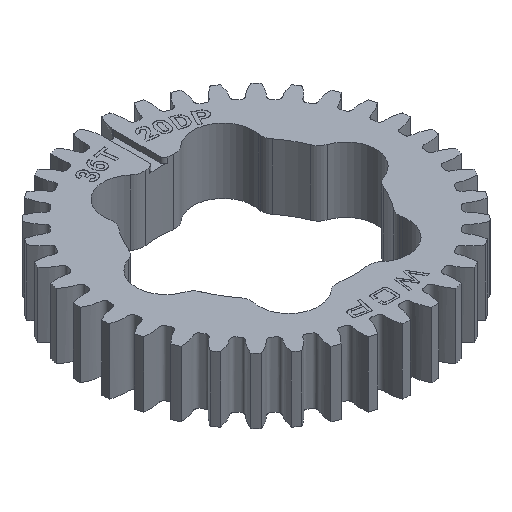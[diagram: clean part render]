
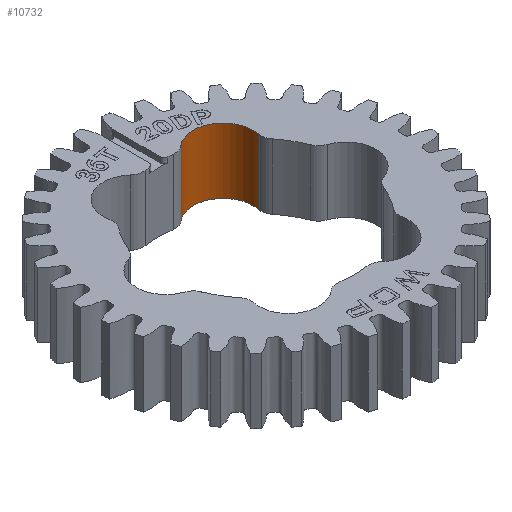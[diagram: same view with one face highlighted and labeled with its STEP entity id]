
A CAD part, isometric view. The second image highlights one B-rep face of the part: STEP entity #10732.
In plain terms, the highlighted cylindrical face has radius 4.366 mm (diameter 8.731 mm), a partial arc.
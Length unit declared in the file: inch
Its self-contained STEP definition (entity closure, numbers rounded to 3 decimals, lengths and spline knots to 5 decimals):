
#2335 = CARTESIAN_POINT ( 'NONE',  ( 0.42635, 0.41286, -0.1875 ) ) ;
#2800 = CARTESIAN_POINT ( 'NONE',  ( 0.25781, 0.44654, 0.1875 ) ) ;
#3219 = CARTESIAN_POINT ( 'NONE',  ( 0.42635, 0.41286, 0.25 ) ) ;
#3559 = CARTESIAN_POINT ( 'NONE',  ( 0.14437, 0.57566, 0.25 ) ) ;
#3733 = DIRECTION ( 'NONE',  ( 1., 0., 0. ) ) ;
#4148 = EDGE_CURVE ( 'NONE', #18997, #17751, #22852, .T. ) ;
#5089 = DIRECTION ( 'NONE',  ( 0., 0., -1. ) ) ;
#5212 = LINE ( 'NONE', #3559, #11879 ) ;
#6798 = VECTOR ( 'NONE', #16055, 39.37008 ) ;
#6945 = EDGE_CURVE ( 'NONE', #23188, #18997, #5212, .T. ) ;
#7320 = CARTESIAN_POINT ( 'NONE',  ( 0.25781, 0.44654, -0.1875 ) ) ;
#7544 = CIRCLE ( 'NONE', #20672, 0.17188 ) ;
#8775 = ORIENTED_EDGE ( 'NONE', *, *, #6945, .T. ) ;
#8854 = DIRECTION ( 'NONE',  ( 1., 0., 0. ) ) ;
#9980 = DIRECTION ( 'NONE',  ( 0., 0., -1. ) ) ;
#9983 = AXIS2_PLACEMENT_3D ( 'NONE', #15790, #13053, #17909 ) ;
#10120 = EDGE_LOOP ( 'NONE', ( #8775, #13025, #17913, #18946 ) ) ;
#10623 = DIRECTION ( 'NONE',  ( 0., 0., -1. ) ) ;
#10732 = ADVANCED_FACE ( 'NONE', ( #23183 ), #12374, .F. ) ;
#11879 = VECTOR ( 'NONE', #5089, 39.37008 ) ;
#12374 = CYLINDRICAL_SURFACE ( 'NONE', #9983, 0.17188 ) ;
#13025 = ORIENTED_EDGE ( 'NONE', *, *, #4148, .T. ) ;
#13053 = DIRECTION ( 'NONE',  ( 0., 0., -1. ) ) ;
#15790 = CARTESIAN_POINT ( 'NONE',  ( 0.25781, 0.44654, 0.25 ) ) ;
#15933 = LINE ( 'NONE', #3219, #6798 ) ;
#16055 = DIRECTION ( 'NONE',  ( 0., 0., -1. ) ) ;
#16508 = CARTESIAN_POINT ( 'NONE',  ( 0.14437, 0.57566, -0.1875 ) ) ;
#17143 = VERTEX_POINT ( 'NONE', #22876 ) ;
#17236 = AXIS2_PLACEMENT_3D ( 'NONE', #7320, #10623, #8854 ) ;
#17751 = VERTEX_POINT ( 'NONE', #2335 ) ;
#17909 = DIRECTION ( 'NONE',  ( -1., 0., 0. ) ) ;
#17913 = ORIENTED_EDGE ( 'NONE', *, *, #21651, .F. ) ;
#18946 = ORIENTED_EDGE ( 'NONE', *, *, #21908, .F. ) ;
#18997 = VERTEX_POINT ( 'NONE', #16508 ) ;
#19312 = CARTESIAN_POINT ( 'NONE',  ( 0.14437, 0.57566, 0.1875 ) ) ;
#20672 = AXIS2_PLACEMENT_3D ( 'NONE', #2800, #9980, #3733 ) ;
#21651 = EDGE_CURVE ( 'NONE', #17143, #17751, #15933, .T. ) ;
#21908 = EDGE_CURVE ( 'NONE', #23188, #17143, #7544, .T. ) ;
#22852 = CIRCLE ( 'NONE', #17236, 0.17188 ) ;
#22876 = CARTESIAN_POINT ( 'NONE',  ( 0.42635, 0.41286, 0.1875 ) ) ;
#23183 = FACE_OUTER_BOUND ( 'NONE', #10120, .T. ) ;
#23188 = VERTEX_POINT ( 'NONE', #19312 ) ;
